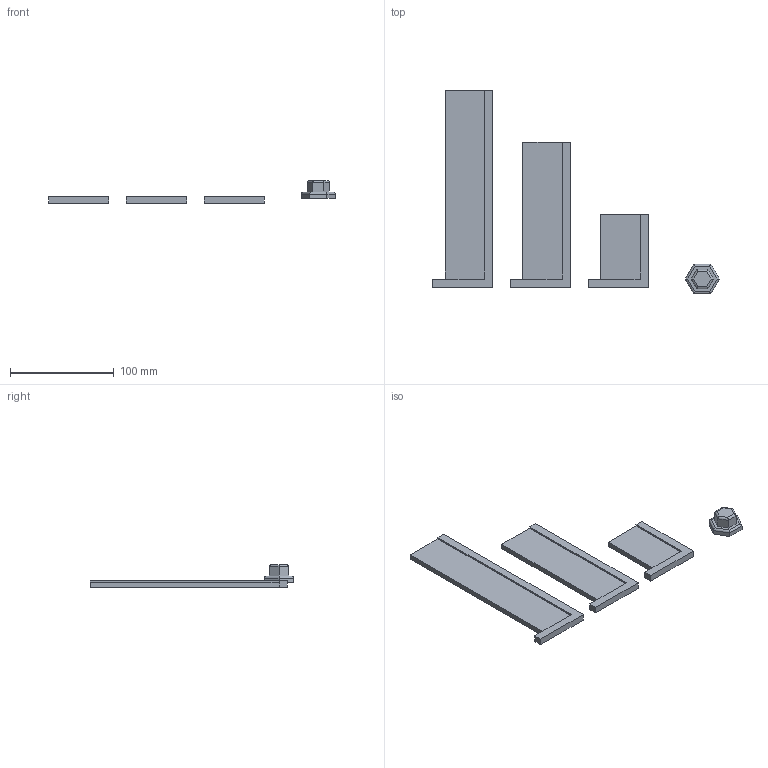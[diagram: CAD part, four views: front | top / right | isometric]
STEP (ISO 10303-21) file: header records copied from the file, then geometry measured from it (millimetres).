
FILE_DESCRIPTION(/* description */ (''),/* implementation_level */ '2;1');
FILE_NAME(/* name */ 'LeePlug and PlexiJigs.step',/* time_stamp */ '2026-01-27T00:07:06-07:00',/* author */ (''),/* organization */ (''),/* preprocessor_version */ 'ST-DEVELOPER v20.1',/* originating_system */ 'Autodesk Translation Framework v14.21.0.0',/* authorisation */ '');
FILE_SCHEMA (('AUTOMOTIVE_DESIGN { 1 0 10303 214 3 1 1 }'));
Length unit declared in the file: millimetre
Products named in the file (1): LeePlug and PlexiJigs
Bounding box: 276.45 x 196.25 x 22 mm (x, y, z)
Volume: 107826.5 mm3; surface area: 47513.3 mm2
Topology: 4 solids, 4 shells, 57 faces, 132 edges, 84 vertices
Faces by surface type: plane 45, cylinder 12
Entity records: 1612 total; most frequent: CARTESIAN_POINT 274, ORIENTED_EDGE 264, DIRECTION 260, EDGE_CURVE 132, LINE 120, VECTOR 120, VERTEX_POINT 84, AXIS2_PLACEMENT_3D 70
